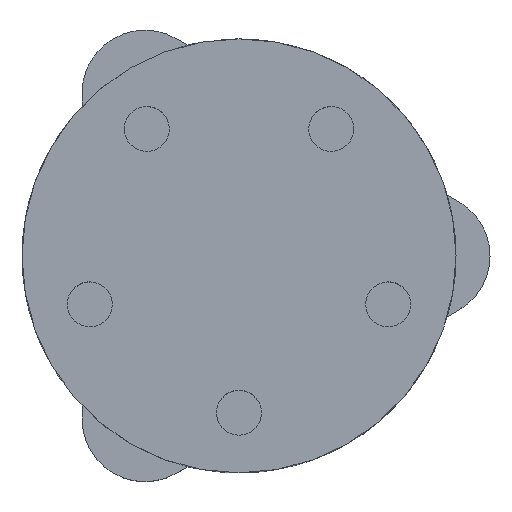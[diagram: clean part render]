
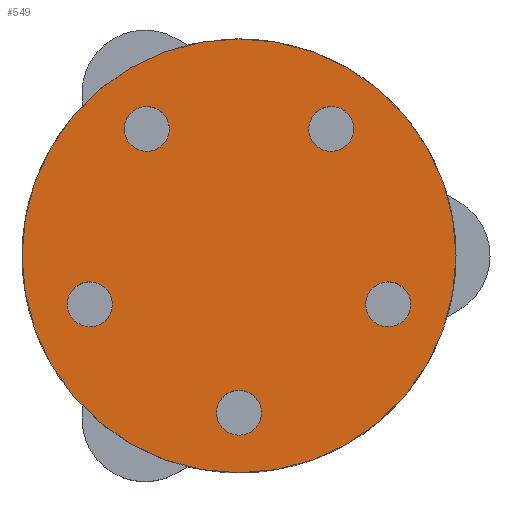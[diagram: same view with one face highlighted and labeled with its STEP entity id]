
A CAD part, top view. The second image highlights one B-rep face of the part: STEP entity #549.
In plain terms, the highlighted planar face has unit normal (0, 0, 1).
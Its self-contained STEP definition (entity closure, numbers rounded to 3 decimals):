
#15=FACE_BOUND('',#154,.T.);
#16=FACE_BOUND('',#155,.T.);
#17=FACE_BOUND('',#156,.T.);
#18=FACE_BOUND('',#157,.T.);
#19=FACE_BOUND('',#158,.T.);
#116=FACE_OUTER_BOUND('',#153,.T.);
#153=EDGE_LOOP('',(#374));
#154=EDGE_LOOP('',(#375));
#155=EDGE_LOOP('',(#376));
#156=EDGE_LOOP('',(#377));
#157=EDGE_LOOP('',(#378));
#158=EDGE_LOOP('',(#379));
#200=CIRCLE('',#605,20.75);
#201=CIRCLE('',#606,2.15);
#202=CIRCLE('',#607,2.15);
#203=CIRCLE('',#608,2.15);
#204=CIRCLE('',#609,2.15);
#205=CIRCLE('',#610,2.15);
#240=VERTEX_POINT('',#883);
#241=VERTEX_POINT('',#885);
#242=VERTEX_POINT('',#887);
#243=VERTEX_POINT('',#889);
#244=VERTEX_POINT('',#891);
#245=VERTEX_POINT('',#893);
#294=EDGE_CURVE('',#240,#240,#200,.T.);
#295=EDGE_CURVE('',#241,#241,#201,.T.);
#296=EDGE_CURVE('',#242,#242,#202,.T.);
#297=EDGE_CURVE('',#243,#243,#203,.T.);
#298=EDGE_CURVE('',#244,#244,#204,.T.);
#299=EDGE_CURVE('',#245,#245,#205,.T.);
#374=ORIENTED_EDGE('',*,*,#294,.T.);
#375=ORIENTED_EDGE('',*,*,#295,.T.);
#376=ORIENTED_EDGE('',*,*,#296,.T.);
#377=ORIENTED_EDGE('',*,*,#297,.T.);
#378=ORIENTED_EDGE('',*,*,#298,.T.);
#379=ORIENTED_EDGE('',*,*,#299,.T.);
#524=PLANE('',#604);
#549=ADVANCED_FACE('',(#116,#15,#16,#17,#18,#19),#524,.T.);
#604=AXIS2_PLACEMENT_3D('',#882,#692,#693);
#605=AXIS2_PLACEMENT_3D('',#884,#694,#695);
#606=AXIS2_PLACEMENT_3D('',#886,#696,#697);
#607=AXIS2_PLACEMENT_3D('',#888,#698,#699);
#608=AXIS2_PLACEMENT_3D('',#890,#700,#701);
#609=AXIS2_PLACEMENT_3D('',#892,#702,#703);
#610=AXIS2_PLACEMENT_3D('',#894,#704,#705);
#692=DIRECTION('center_axis',(0.,0.,1.));
#693=DIRECTION('ref_axis',(-1.,0.,0.));
#694=DIRECTION('center_axis',(0.,0.,1.));
#695=DIRECTION('ref_axis',(-1.,0.,0.));
#696=DIRECTION('center_axis',(0.,0.,-1.));
#697=DIRECTION('ref_axis',(0.809,-0.588,0.));
#698=DIRECTION('center_axis',(0.,0.,-1.));
#699=DIRECTION('ref_axis',(-0.309,-0.951,0.));
#700=DIRECTION('center_axis',(0.,0.,-1.));
#701=DIRECTION('ref_axis',(0.809,0.588,0.));
#702=DIRECTION('center_axis',(0.,0.,-1.));
#703=DIRECTION('ref_axis',(-1.,0.,0.));
#704=DIRECTION('center_axis',(0.,0.,-1.));
#705=DIRECTION('ref_axis',(-0.309,0.951,0.));
#882=CARTESIAN_POINT('Origin',(0.,0.,
30.));
#883=CARTESIAN_POINT('',(20.75,0.,30.));
#884=CARTESIAN_POINT('Origin',(0.,0.,
30.));
#885=CARTESIAN_POINT('',(7.077,13.399,30.));
#886=CARTESIAN_POINT('Origin',(8.817,12.135,30.));
#887=CARTESIAN_POINT('',(14.93,-2.59,30.));
#888=CARTESIAN_POINT('Origin',(14.266,-4.635,30.));
#889=CARTESIAN_POINT('',(-10.556,10.872,30.));
#890=CARTESIAN_POINT('Origin',(-8.817,12.135,30.));
#891=CARTESIAN_POINT('',(2.15,-15.,30.));
#892=CARTESIAN_POINT('Origin',(0.,-15.,30.));
#893=CARTESIAN_POINT('',(-13.601,-6.68,30.));
#894=CARTESIAN_POINT('Origin',(-14.266,-4.635,30.));
